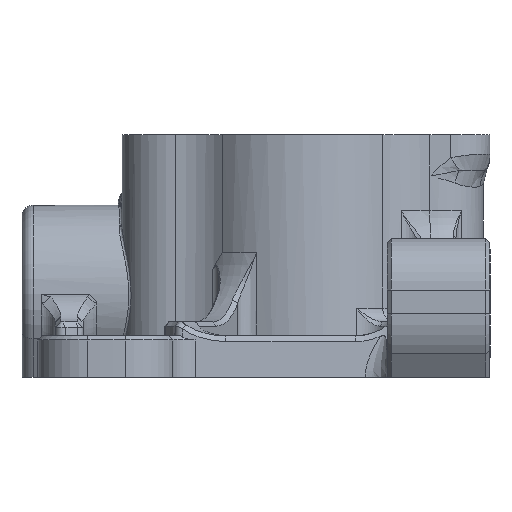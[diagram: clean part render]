
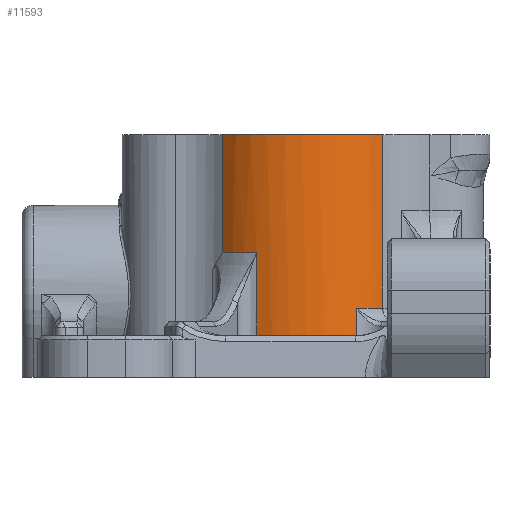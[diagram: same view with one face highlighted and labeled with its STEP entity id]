
A CAD part, left-side view. The second image highlights one B-rep face of the part: STEP entity #11593.
In plain terms, the highlighted cylindrical face has radius 8 mm (diameter 16 mm), a partial arc.
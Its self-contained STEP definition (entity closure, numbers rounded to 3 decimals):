
#1203=FACE_OUTER_BOUND('',#1942,.T.);
#1942=EDGE_LOOP('',(#10180,#10181,#10182,#10183,#10184,#10185,#10186,#10187));
#2661=LINE('',#18521,#3369);
#3102=LINE('',#34849,#3810);
#3112=LINE('',#35353,#3820);
#3159=LINE('',#35592,#3867);
#3369=VECTOR('',#13329,1000.);
#3810=VECTOR('',#15238,1000.);
#3820=VECTOR('',#15262,1000.);
#3867=VECTOR('',#15433,1000.);
#4380=CIRCLE('',#12511,8.);
#4465=CIRCLE('',#12717,8.);
#4466=CIRCLE('',#12718,8.);
#4467=CIRCLE('',#12719,8.);
#4574=VERTEX_POINT('',#17603);
#4739=VERTEX_POINT('',#18513);
#4740=VERTEX_POINT('',#18520);
#5268=VERTEX_POINT('',#29918);
#5323=VERTEX_POINT('',#32017);
#5340=VERTEX_POINT('',#32584);
#5429=VERTEX_POINT('',#34848);
#5473=VERTEX_POINT('',#35590);
#5869=EDGE_CURVE('',#4740,#4739,#2661,.T.);
#6837=EDGE_CURVE('',#5268,#5323,#4380,.T.);
#7013=EDGE_CURVE('',#5429,#5268,#3102,.T.);
#7033=EDGE_CURVE('',#5340,#4574,#3112,.T.);
#7112=EDGE_CURVE('',#5473,#5323,#3159,.T.);
#7131=EDGE_CURVE('',#4740,#5473,#4465,.T.);
#7132=EDGE_CURVE('',#4739,#5340,#4466,.T.);
#7133=EDGE_CURVE('',#4574,#5429,#4467,.T.);
#10180=ORIENTED_EDGE('',*,*,#7131,.F.);
#10181=ORIENTED_EDGE('',*,*,#5869,.T.);
#10182=ORIENTED_EDGE('',*,*,#7132,.T.);
#10183=ORIENTED_EDGE('',*,*,#7033,.T.);
#10184=ORIENTED_EDGE('',*,*,#7133,.T.);
#10185=ORIENTED_EDGE('',*,*,#7013,.T.);
#10186=ORIENTED_EDGE('',*,*,#6837,.T.);
#10187=ORIENTED_EDGE('',*,*,#7112,.F.);
#10966=CYLINDRICAL_SURFACE('',#12716,8.);
#11593=ADVANCED_FACE('',(#1203),#10966,.T.);
#12511=AXIS2_PLACEMENT_3D('',#32495,#14901,#14902);
#12716=AXIS2_PLACEMENT_3D('',#35629,#15479,#15480);
#12717=AXIS2_PLACEMENT_3D('',#35630,#15481,#15482);
#12718=AXIS2_PLACEMENT_3D('',#35631,#15483,#15484);
#12719=AXIS2_PLACEMENT_3D('',#35632,#15485,#15486);
#13329=DIRECTION('',(0.,0.,-1.));
#14901=DIRECTION('center_axis',(0.,0.,1.));
#14902=DIRECTION('ref_axis',(1.,0.,0.));
#15238=DIRECTION('',(0.,0.,1.));
#15262=DIRECTION('',(0.,0.,-1.));
#15433=DIRECTION('',(0.,0.,-1.));
#15479=DIRECTION('center_axis',(0.,0.,-1.));
#15480=DIRECTION('ref_axis',(-1.,0.,0.));
#15481=DIRECTION('center_axis',(0.,0.,1.));
#15482=DIRECTION('ref_axis',(1.,0.,0.));
#15483=DIRECTION('center_axis',(0.,0.,1.));
#15484=DIRECTION('ref_axis',(1.,0.,0.));
#15485=DIRECTION('center_axis',(0.,0.,1.));
#15486=DIRECTION('ref_axis',(1.,0.,0.));
#17603=CARTESIAN_POINT('',(-7.279,3.318,0.3));
#18513=CARTESIAN_POINT('',(-5.533,5.778,9.));
#18520=CARTESIAN_POINT('',(-5.533,5.778,17.5));
#18521=CARTESIAN_POINT('',(-5.533,5.778,17.5));
#29918=CARTESIAN_POINT('',(-7.,-3.874,5.));
#32017=CARTESIAN_POINT('',(-5.533,-5.778,5.));
#32495=CARTESIAN_POINT('Origin',(0.,0.,5.));
#32584=CARTESIAN_POINT('',(-7.279,3.318,9.));
#34848=CARTESIAN_POINT('',(-7.,-3.874,0.3));
#34849=CARTESIAN_POINT('',(-7.,-3.874,17.5));
#35353=CARTESIAN_POINT('',(-7.279,3.318,17.5));
#35590=CARTESIAN_POINT('',(-5.533,-5.778,17.5));
#35592=CARTESIAN_POINT('',(-5.533,-5.778,17.5));
#35629=CARTESIAN_POINT('Origin',(0.,0.,17.5));
#35630=CARTESIAN_POINT('Origin',(0.,0.,17.5));
#35631=CARTESIAN_POINT('Origin',(0.,0.,9.));
#35632=CARTESIAN_POINT('Origin',(0.,0.,0.3));
